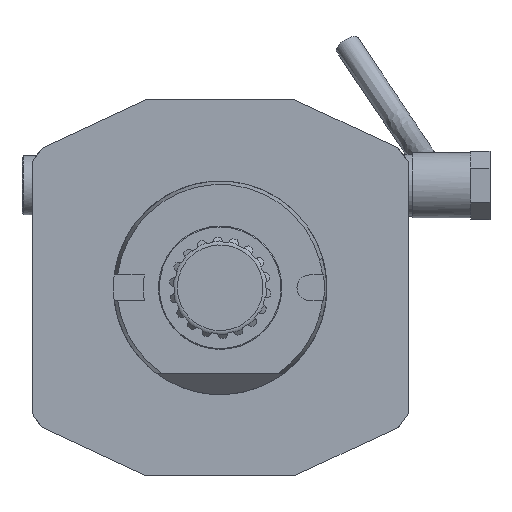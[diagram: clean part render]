
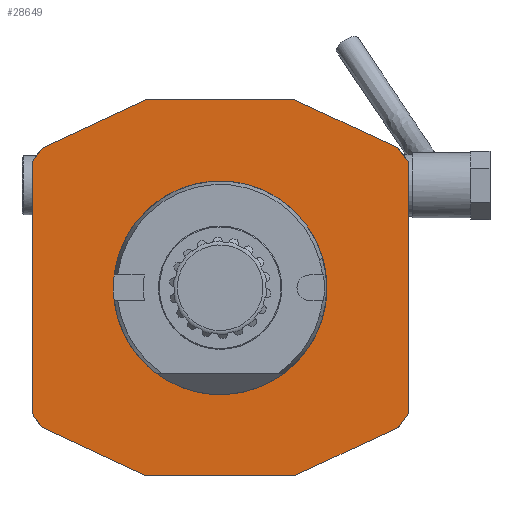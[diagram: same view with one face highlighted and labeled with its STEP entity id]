
A CAD part, front view. The second image highlights one B-rep face of the part: STEP entity #28649.
In plain terms, the highlighted planar face has unit normal (0, -1, 0).
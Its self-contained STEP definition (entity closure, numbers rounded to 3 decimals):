
#316 = DIRECTION ( 'NONE',  ( 0., -1., 0. ) ) ;
#1364 = DIRECTION ( 'NONE',  ( -0.588, 0., 0.809 ) ) ;
#1447 = CARTESIAN_POINT ( 'NONE',  ( 1.21, 0., 51.596 ) ) ;
#1544 = CARTESIAN_POINT ( 'NONE',  ( -17.5, 0., 44. ) ) ;
#1960 = EDGE_CURVE ( 'NONE', #14427, #5711, #24243, .T. ) ;
#1966 = CARTESIAN_POINT ( 'NONE',  ( -41.697, 0., -32.717 ) ) ;
#2123 = VECTOR ( 'NONE', #16739, 1000. ) ;
#2319 = ORIENTED_EDGE ( 'NONE', *, *, #4329, .T. ) ;
#2444 = VERTEX_POINT ( 'NONE', #28026 ) ;
#2565 = ORIENTED_EDGE ( 'NONE', *, *, #9255, .F. ) ;
#3425 = CARTESIAN_POINT ( 'NONE',  ( 44., 0., 29.547 ) ) ;
#3609 = VERTEX_POINT ( 'NONE', #1544 ) ;
#3648 = VECTOR ( 'NONE', #15126, 1000. ) ;
#4010 = CARTESIAN_POINT ( 'NONE',  ( 38.747, 0., -34.093 ) ) ;
#4329 = EDGE_CURVE ( 'NONE', #20282, #28624, #27115, .T. ) ;
#4463 = VECTOR ( 'NONE', #8471, 1000. ) ;
#4487 = CARTESIAN_POINT ( 'NONE',  ( 0., 0., 49. ) ) ;
#4742 = CARTESIAN_POINT ( 'NONE',  ( -41.697, 0., 32.717 ) ) ;
#4746 = CARTESIAN_POINT ( 'NONE',  ( 0., 0., 0. ) ) ;
#4862 = LINE ( 'NONE', #20290, #19894 ) ;
#4910 = EDGE_CURVE ( 'NONE', #16792, #28624, #16534, .T. ) ;
#5005 = DIRECTION ( 'NONE',  ( -1., 0., 0. ) ) ;
#5252 = CARTESIAN_POINT ( 'NONE',  ( 17.5, 0., 44. ) ) ;
#5711 = VERTEX_POINT ( 'NONE', #17037 ) ;
#6350 = VECTOR ( 'NONE', #14019, 1000. ) ;
#6365 = EDGE_CURVE ( 'NONE', #14427, #2444, #23934, .T. ) ;
#6614 = EDGE_CURVE ( 'NONE', #23199, #23199, #18858, .T. ) ;
#7460 = CARTESIAN_POINT ( 'NONE',  ( 0., 0., 44. ) ) ;
#8041 = EDGE_CURVE ( 'NONE', #20569, #8493, #28562, .T. ) ;
#8170 = LINE ( 'NONE', #19383, #4463 ) ;
#8286 = EDGE_CURVE ( 'NONE', #20569, #2444, #4862, .T. ) ;
#8372 = EDGE_CURVE ( 'NONE', #20282, #16640, #8170, .T. ) ;
#8448 = ORIENTED_EDGE ( 'NONE', *, *, #21385, .F. ) ;
#8471 = DIRECTION ( 'NONE',  ( 0., 0., 1. ) ) ;
#8493 = VERTEX_POINT ( 'NONE', #10556 ) ;
#8507 = EDGE_LOOP ( 'NONE', ( #23663, #16218, #22595, #23388, #20520, #26947, #8448, #11742, #2565, #10684, #22810, #2319 ) ) ;
#8868 = CARTESIAN_POINT ( 'NONE',  ( -44., 0., -29.547 ) ) ;
#9224 = DIRECTION ( 'NONE',  ( 0.588, 0., 0.809 ) ) ;
#9255 = EDGE_CURVE ( 'NONE', #19941, #3609, #20300, .T. ) ;
#9819 = CARTESIAN_POINT ( 'NONE',  ( -38.747, 0., -34.093 ) ) ;
#10556 = CARTESIAN_POINT ( 'NONE',  ( 17.5, 0., -44. ) ) ;
#10570 = DIRECTION ( 'NONE',  ( 0.906, 0., -0.423 ) ) ;
#10624 = CARTESIAN_POINT ( 'NONE',  ( 44., 0., 49. ) ) ;
#10684 = ORIENTED_EDGE ( 'NONE', *, *, #21938, .T. ) ;
#11337 = CARTESIAN_POINT ( 'NONE',  ( -1.21, 0., 51.596 ) ) ;
#11742 = ORIENTED_EDGE ( 'NONE', *, *, #13596, .F. ) ;
#12700 = VECTOR ( 'NONE', #27938, 1000. ) ;
#13132 = VECTOR ( 'NONE', #23706, 1000. ) ;
#13596 = EDGE_CURVE ( 'NONE', #3609, #27569, #20599, .T. ) ;
#13888 = DIRECTION ( 'NONE',  ( 0.906, 0., 0.423 ) ) ;
#14019 = DIRECTION ( 'NONE',  ( -0.906, 0., 0.423 ) ) ;
#14427 = VERTEX_POINT ( 'NONE', #29128 ) ;
#15126 = DIRECTION ( 'NONE',  ( -0.906, 0., -0.423 ) ) ;
#15168 = VECTOR ( 'NONE', #5005, 1000. ) ;
#15359 = VECTOR ( 'NONE', #1364, 1000. ) ;
#15528 = CARTESIAN_POINT ( 'NONE',  ( -44., 0., 29.547 ) ) ;
#16218 = ORIENTED_EDGE ( 'NONE', *, *, #20122, .F. ) ;
#16249 = VECTOR ( 'NONE', #25033, 1000. ) ;
#16534 = LINE ( 'NONE', #9819, #6350 ) ;
#16640 = VERTEX_POINT ( 'NONE', #15528 ) ;
#16739 = DIRECTION ( 'NONE',  ( 0., 0., -1. ) ) ;
#16792 = VERTEX_POINT ( 'NONE', #20096 ) ;
#17037 = CARTESIAN_POINT ( 'NONE',  ( 41.697, 0., 32.717 ) ) ;
#17402 = LINE ( 'NONE', #25560, #13132 ) ;
#17561 = VECTOR ( 'NONE', #10570, 1000. ) ;
#17888 = AXIS2_PLACEMENT_3D ( 'NONE', #4746, #316, #18523 ) ;
#18523 = DIRECTION ( 'NONE',  ( 0., 0., -1. ) ) ;
#18610 = CARTESIAN_POINT ( 'NONE',  ( 0., 0., -44. ) ) ;
#18858 = CIRCLE ( 'NONE', #17888, 24.656 ) ;
#19383 = CARTESIAN_POINT ( 'NONE',  ( -44., 0., 49. ) ) ;
#19894 = VECTOR ( 'NONE', #9224, 1000. ) ;
#19941 = VERTEX_POINT ( 'NONE', #4742 ) ;
#20096 = CARTESIAN_POINT ( 'NONE',  ( -17.5, 0., -44. ) ) ;
#20122 = EDGE_CURVE ( 'NONE', #8493, #16792, #20873, .T. ) ;
#20282 = VERTEX_POINT ( 'NONE', #8868 ) ;
#20290 = CARTESIAN_POINT ( 'NONE',  ( 41.697, 0., -32.717 ) ) ;
#20300 = LINE ( 'NONE', #11337, #25056 ) ;
#20520 = ORIENTED_EDGE ( 'NONE', *, *, #6365, .F. ) ;
#20569 = VERTEX_POINT ( 'NONE', #27557 ) ;
#20599 = LINE ( 'NONE', #7460, #12700 ) ;
#20873 = LINE ( 'NONE', #18610, #15168 ) ;
#21112 = EDGE_LOOP ( 'NONE', ( #26792 ) ) ;
#21385 = EDGE_CURVE ( 'NONE', #27569, #5711, #24189, .T. ) ;
#21819 = AXIS2_PLACEMENT_3D ( 'NONE', #4487, #26546, #22879 ) ;
#21938 = EDGE_CURVE ( 'NONE', #19941, #16640, #17402, .T. ) ;
#22595 = ORIENTED_EDGE ( 'NONE', *, *, #8041, .F. ) ;
#22810 = ORIENTED_EDGE ( 'NONE', *, *, #8372, .F. ) ;
#22879 = DIRECTION ( 'NONE',  ( -1., 0., 0. ) ) ;
#23199 = VERTEX_POINT ( 'NONE', #25154 ) ;
#23388 = ORIENTED_EDGE ( 'NONE', *, *, #8286, .T. ) ;
#23663 = ORIENTED_EDGE ( 'NONE', *, *, #4910, .F. ) ;
#23706 = DIRECTION ( 'NONE',  ( -0.588, 0., -0.809 ) ) ;
#23934 = LINE ( 'NONE', #10624, #2123 ) ;
#24160 = PLANE ( 'NONE',  #21819 ) ;
#24189 = LINE ( 'NONE', #1447, #17561 ) ;
#24243 = LINE ( 'NONE', #3425, #15359 ) ;
#24734 = CARTESIAN_POINT ( 'NONE',  ( -44., 0., -29.547 ) ) ;
#24989 = FACE_OUTER_BOUND ( 'NONE', #8507, .T. ) ;
#25033 = DIRECTION ( 'NONE',  ( 0.588, 0., -0.809 ) ) ;
#25056 = VECTOR ( 'NONE', #13888, 1000. ) ;
#25154 = CARTESIAN_POINT ( 'NONE',  ( 0., 0., -24.656 ) ) ;
#25560 = CARTESIAN_POINT ( 'NONE',  ( -41.697, 0., 32.717 ) ) ;
#26546 = DIRECTION ( 'NONE',  ( 0., 1., 0. ) ) ;
#26792 = ORIENTED_EDGE ( 'NONE', *, *, #6614, .F. ) ;
#26947 = ORIENTED_EDGE ( 'NONE', *, *, #1960, .T. ) ;
#27115 = LINE ( 'NONE', #24734, #16249 ) ;
#27557 = CARTESIAN_POINT ( 'NONE',  ( 41.697, 0., -32.717 ) ) ;
#27569 = VERTEX_POINT ( 'NONE', #5252 ) ;
#27938 = DIRECTION ( 'NONE',  ( 1., 0., 0. ) ) ;
#28026 = CARTESIAN_POINT ( 'NONE',  ( 44., 0., -29.547 ) ) ;
#28562 = LINE ( 'NONE', #4010, #3648 ) ;
#28624 = VERTEX_POINT ( 'NONE', #1966 ) ;
#28649 = ADVANCED_FACE ( 'Defeature completata1_99', ( #24989, #29306 ), #24160, .F. ) ;
#29128 = CARTESIAN_POINT ( 'NONE',  ( 44., 0., 29.547 ) ) ;
#29306 = FACE_BOUND ( 'NONE', #21112, .T. ) ;
